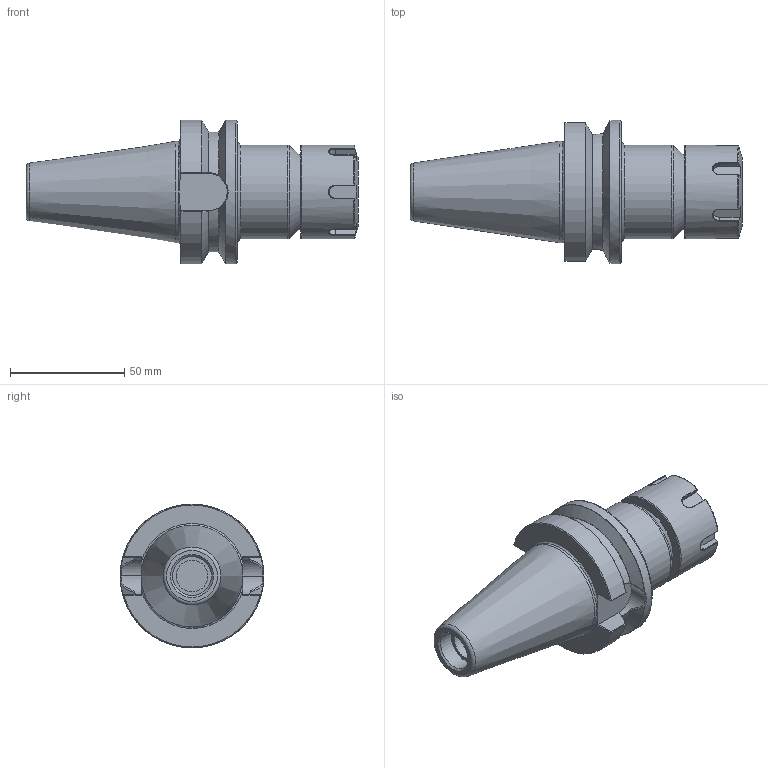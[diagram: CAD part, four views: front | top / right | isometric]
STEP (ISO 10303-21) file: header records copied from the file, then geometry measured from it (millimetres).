
FILE_DESCRIPTION(/* description */ (''),/* implementation_level */ '2;1');
FILE_NAME(/* name */ 'BT40-ER25-80-REV1.stp',/* time_stamp */ '2016-08-24T22:12:24-05:00',/* author */ ('Me'),/* organization */ (''),/* preprocessor_version */ 'ST-DEVELOPER v15.6',/* originating_system */ 'Autodesk Inventor 2015',/* authorisation */ '');
FILE_SCHEMA (('AUTOMOTIVE_DESIGN { 1 0 10303 214 3 1 1 }'));
Length unit declared in the file: centimetre
Products named in the file (1): BT40-ER25-80-REV1
Bounding box: 145.5 x 63 x 63 mm (x, y, z)
Volume: 190195.9 mm3; surface area: 28866.1 mm2
Topology: 1 solids, 1 shells, 129 faces, 356 edges, 233 vertices
Faces by surface type: plane 54, bspline 24, cylinder 21, torus 19, cone 11
Full cylindrical faces by diameter (mm): 13.843 x1, 17.15 x1, 32 x1, 41.148 x2, 44.45 x1, 63 x1
Entity records: 5535 total; most frequent: CARTESIAN_POINT 2551, ORIENTED_EDGE 668, DIRECTION 442, EDGE_CURVE 334, VERTEX_POINT 228, AXIS2_PLACEMENT_3D 170, EDGE_LOOP 150, B_SPLINE_CURVE_WITH_KNOTS 138
